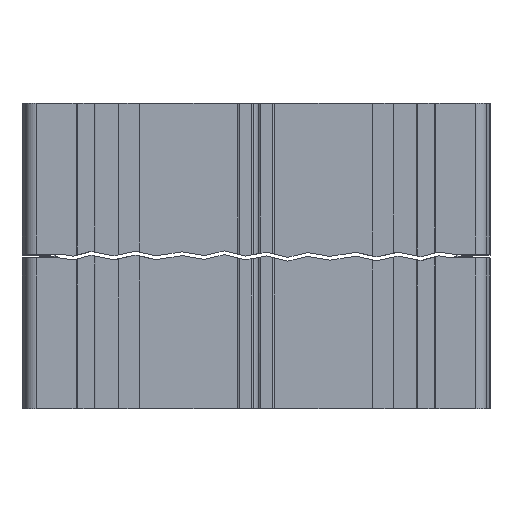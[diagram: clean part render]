
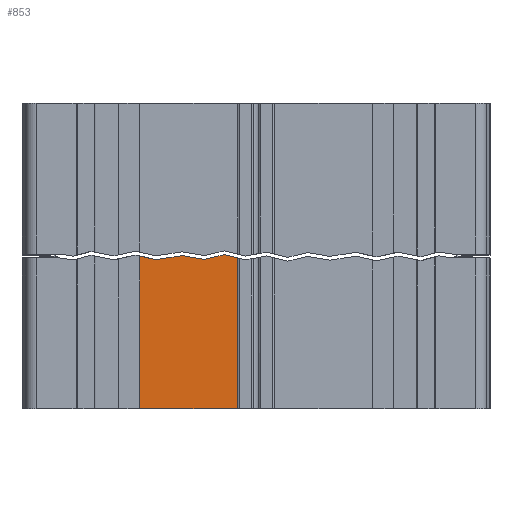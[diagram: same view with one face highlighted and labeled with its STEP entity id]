
A CAD part, front view. The second image highlights one B-rep face of the part: STEP entity #853.
In plain terms, the highlighted planar face has unit normal (0, -1, 0).
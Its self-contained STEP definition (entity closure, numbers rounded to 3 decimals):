
#853=ADVANCED_FACE('',(#2753),#2754,.F.);
#2753=FACE_OUTER_BOUND('',#4975,.T.);
#2754=PLANE('',#4976);
#4975=EDGE_LOOP('',(#12388,#12389,#12390,#12391,#12392,#12393,#12394,#12395));
#4976=AXIS2_PLACEMENT_3D('',#12396,#12397,#12398);
#12388=ORIENTED_EDGE('',*,*,#17481,.F.);
#12389=ORIENTED_EDGE('',*,*,#17476,.T.);
#12390=ORIENTED_EDGE('',*,*,#17482,.T.);
#12391=ORIENTED_EDGE('',*,*,#17483,.T.);
#12392=ORIENTED_EDGE('',*,*,#17484,.T.);
#12393=ORIENTED_EDGE('',*,*,#17485,.T.);
#12394=ORIENTED_EDGE('',*,*,#17486,.T.);
#12395=ORIENTED_EDGE('',*,*,#17079,.T.);
#12396=CARTESIAN_POINT('',(-39.301,12.1,21.));
#12397=DIRECTION('',(-0.0,1.0,0.0));
#12398=DIRECTION('',(1.0,0.0,0.0));
#17079=EDGE_CURVE('',#21567,#21565,#21568,.T.);
#17476=EDGE_CURVE('',#22169,#22167,#22170,.T.);
#17481=EDGE_CURVE('',#22169,#21565,#22178,.T.);
#17482=EDGE_CURVE('',#22167,#22179,#22180,.T.);
#17483=EDGE_CURVE('',#22179,#22181,#22182,.T.);
#17484=EDGE_CURVE('',#22181,#22183,#22184,.T.);
#17485=EDGE_CURVE('',#22183,#22185,#22186,.T.);
#17486=EDGE_CURVE('',#22185,#21567,#22187,.T.);
#21565=VERTEX_POINT('',#28358);
#21567=VERTEX_POINT('',#28360);
#21568=LINE('',#28361,#28362);
#22167=VERTEX_POINT('',#29238);
#22169=VERTEX_POINT('',#29241);
#22170=LINE('',#29242,#29243);
#22178=LINE('',#29253,#29254);
#22179=VERTEX_POINT('',#29255);
#22180=LINE('',#29256,#29257);
#22181=VERTEX_POINT('',#29258);
#22182=LINE('',#29259,#29260);
#22183=VERTEX_POINT('',#29261);
#22184=LINE('',#29262,#29263);
#22185=VERTEX_POINT('',#29264);
#22186=LINE('',#29265,#29266);
#22187=LINE('',#29267,#29268);
#28358=CARTESIAN_POINT('',(-3.3,12.1,3.0));
#28360=CARTESIAN_POINT('',(-30.5,12.1,3.0));
#28361=CARTESIAN_POINT('',(2.34,12.1,3.0));
#28362=VECTOR('',#33805,1.0);
#29238=CARTESIAN_POINT('',(-8.332,12.1,43.335));
#29241=CARTESIAN_POINT('',(-3.3,12.1,42.114));
#29242=CARTESIAN_POINT('',(2.34,12.1,40.746));
#29243=VECTOR('',#34438,1.0);
#29253=CARTESIAN_POINT('',(-3.3,12.1,44.254));
#29254=VECTOR('',#34447,1.0);
#29255=CARTESIAN_POINT('',(-13.507,12.1,42.113));
#29256=CARTESIAN_POINT('',(2.34,12.1,45.856));
#29257=VECTOR('',#34448,1.0);
#29258=CARTESIAN_POINT('',(-19.373,12.1,43.091));
#29259=CARTESIAN_POINT('',(2.34,12.1,39.472));
#29260=VECTOR('',#34449,1.0);
#29261=CARTESIAN_POINT('',(-26.218,12.1,42.032));
#29262=CARTESIAN_POINT('',(2.34,12.1,46.451));
#29263=VECTOR('',#34450,1.0);
#29264=CARTESIAN_POINT('',(-30.5,12.1,43.035));
#29265=CARTESIAN_POINT('',(2.34,12.1,35.338));
#29266=VECTOR('',#34451,1.0);
#29267=CARTESIAN_POINT('',(-30.5,12.1,29.2));
#29268=VECTOR('',#34452,1.0);
#33805=DIRECTION('',(1.0,0.0,0.0));
#34438=DIRECTION('',(-0.972,0.0,0.236));
#34447=DIRECTION('',(0.0,0.0,-1.0));
#34448=DIRECTION('',(-0.973,0.0,-0.23));
#34449=DIRECTION('',(-0.986,0.0,0.164));
#34450=DIRECTION('',(-0.988,0.0,-0.153));
#34451=DIRECTION('',(-0.974,0.0,0.228));
#34452=DIRECTION('',(0.0,0.0,-1.0));
